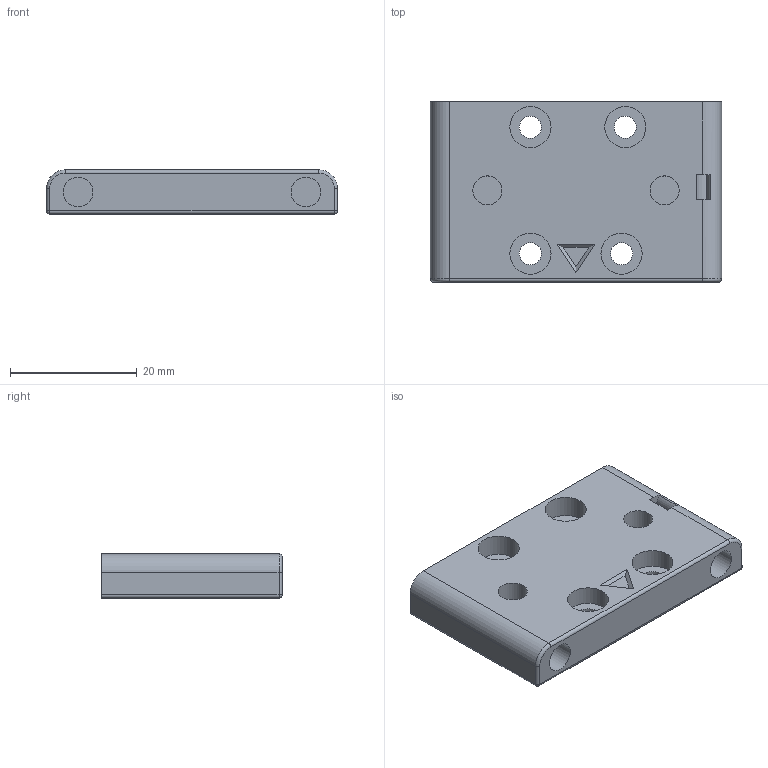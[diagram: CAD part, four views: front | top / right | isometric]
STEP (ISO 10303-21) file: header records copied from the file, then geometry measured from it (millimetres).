
FILE_DESCRIPTION(/* description */ ('','CAx-IF Rec.Pracs.---Representation and Presentation of Product Manufacturing Information (PMI)---4.0---2014-10-13'),/* implementation_level */ '2;1');
FILE_NAME(/* name */ 'Carriage Body Top.step',/* time_stamp */ '2025-01-12T17:15:22+02:00',/* author */ (''),/* organization */ (''),/* preprocessor_version */ 'ST-DEVELOPER v20',/* originating_system */ 'Autodesk Translation Framework v13.20.0.188',/* authorisation */ '');
FILE_SCHEMA (('AP242_MANAGED_MODEL_BASED_3D_ENGINEERING_MIM_LF { 1 0 10303 442 1 1 4 }'));
Length unit declared in the file: millimetre
Products named in the file (1): Carriage Body Top
Bounding box: 46 x 28.5 x 7 mm (x, y, z)
Volume: 7960.3 mm3; surface area: 4389.1 mm2
Topology: 1 solids, 2 shells, 51 faces, 106 edges, 66 vertices
Faces by surface type: cylinder 23, plane 22, torus 2, sphere 2, bspline 2
Full cylindrical faces by diameter (mm): 3.5 x4, 4.6 x3, 4.7 x2, 6.5 x4
Entity records: 1665 total; most frequent: CARTESIAN_POINT 493, DIRECTION 251, ORIENTED_EDGE 208, EDGE_CURVE 104, AXIS2_PLACEMENT_3D 100, EDGE_LOOP 70, VERTEX_POINT 66, FACE_OUTER_BOUND 51
